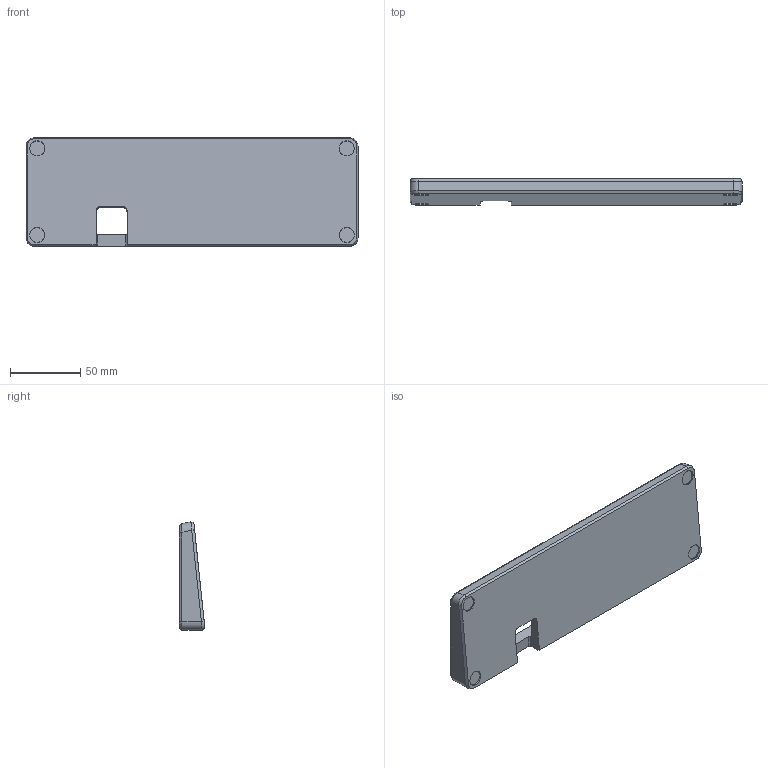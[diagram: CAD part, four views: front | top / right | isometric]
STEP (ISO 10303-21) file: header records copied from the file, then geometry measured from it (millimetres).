
FILE_DESCRIPTION(/* description */ (''),/* implementation_level */ '2;1');
FILE_NAME(/* name */ 'Fluke.step',/* time_stamp */ '2025-09-29T10:22:58+02:00',/* author */ (''),/* organization */ (''),/* preprocessor_version */ 'ST-DEVELOPER v20.1',/* originating_system */ 'Autodesk Translation Framework v14.17.0.0',/* authorisation */ '');
FILE_SCHEMA (('AUTOMOTIVE_DESIGN { 1 0 10303 214 3 1 1 }'));
Length unit declared in the file: millimetre
Products named in the file (2): Fluke; case
Assembly tree (1 placements, depth 2):
  Fluke
    case
Bounding box: 235.6 x 18.41 x 76.94 mm (x, y, z)
Volume: 119885.7 mm3; surface area: 49414.7 mm2
Topology: 1 solids, 1 shells, 136 faces, 327 edges, 202 vertices
Faces by surface type: plane 65, cylinder 39, cone 20, bspline 12
Full cylindrical faces by diameter (mm): 2.5 x6, 10.6 x4
Entity records: 4198 total; most frequent: CARTESIAN_POINT 980, ORIENTED_EDGE 654, DIRECTION 649, EDGE_CURVE 327, AXIS2_PLACEMENT_3D 219, LINE 211, VECTOR 211, VERTEX_POINT 202
